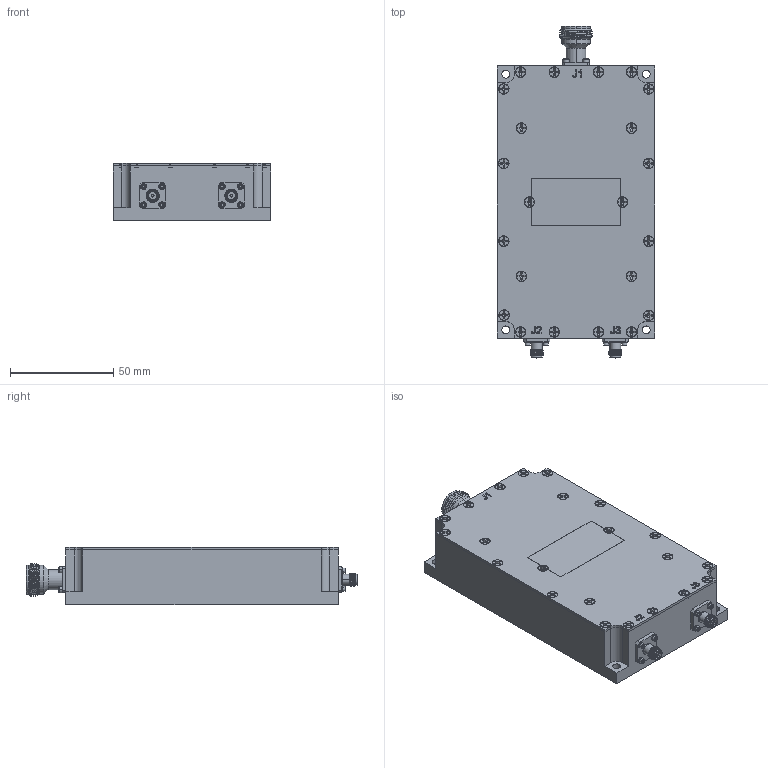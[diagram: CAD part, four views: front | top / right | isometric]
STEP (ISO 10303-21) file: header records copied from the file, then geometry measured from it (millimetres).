
FILE_DESCRIPTION (( 'STEP AP214' ), '1' );
FILE_NAME ('FMS0030_3D.step', '2024-07-26T22:57:14', ( '' ), ( '' ), 'SwSTEP 2.0', 'SolidWorks 2022', '' );
FILE_SCHEMA (( 'AUTOMOTIVE_DESIGN' ));
Length unit declared in the file: inch
Products named in the file (1): FMS0030_3D
Bounding box: 76.2 x 160.97 x 28.02 mm (x, y, z)
Volume: 277892.8 mm3; surface area: 38379.5 mm2
Topology: 2 solids, 10 shells, 1642 faces, 4126 edges, 2654 vertices
Faces by surface type: plane 698, cylinder 441, cone 371, bspline 128, torus 4
Entity records: 81512 total; most frequent: CARTESIAN_POINT 44809, ORIENTED_EDGE 8252, DIRECTION 6838, EDGE_CURVE 4126, VERTEX_POINT 2654, AXIS2_PLACEMENT_3D 2585, EDGE_LOOP 1816, LINE 1668
